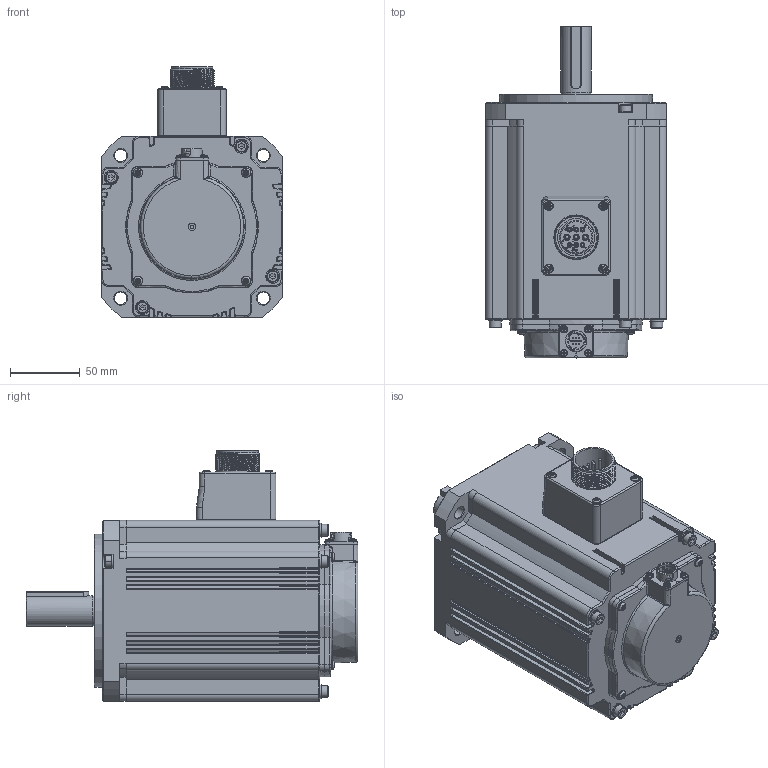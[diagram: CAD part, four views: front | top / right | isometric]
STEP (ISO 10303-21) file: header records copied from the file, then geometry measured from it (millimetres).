
FILE_DESCRIPTION( ('This file contains a STEP AP42 implementation' ,'as created by ZW3D STEP Interface translator.') ,'2;1' );
FILE_NAME( 'X2MM200S-B2LN（9PIN）.stp' ,'22 520. 93816', (''), ('ZWCAD Software Co.'), 'Version 1.0', 'ZW3D to STEP translator', '' );
FILE_SCHEMA(('AUTOMOTIVE_DESIGN { 1 0 10303 214 1 1 1 1 }'));
Length unit declared in the file: millimetre
Products named in the file (1): 0
Bounding box: 130 x 238.5 x 180.1 mm (x, y, z)
Volume: 2636889.7 mm3; surface area: 162423.5 mm2
Topology: 1 solids, 1 shells, 1978 faces, 5204 edges, 3315 vertices
Faces by surface type: bspline 860, plane 778, cylinder 225, cone 86, sphere 29
Full cylindrical faces by diameter (mm): 0.8 x4, 1 x10, 2.5 x1, 5 x19, 5.5 x5, 6 x24, 6.5 x4, 6.7 x8, 8.5 x4, 10 x8, 11.8 x1, 15.2 x1, 21.8 x1, 22 x1, 24 x1, 26.85 x1, 28.6 x1, 29.8 x1, 31.712 x8, 32.1 x1, 35 x1, 35.9 x1, 98 x1, 110 x1
Entity records: 92238 total; most frequent: CARTESIAN_POINT 44673, ORIENTED_EDGE 10334, DIRECTION 8606, EDGE_CURVE 5167, VERTEX_POINT 3325, AXIS2_PLACEMENT_3D 3002, VECTOR 2602, LINE 2602
